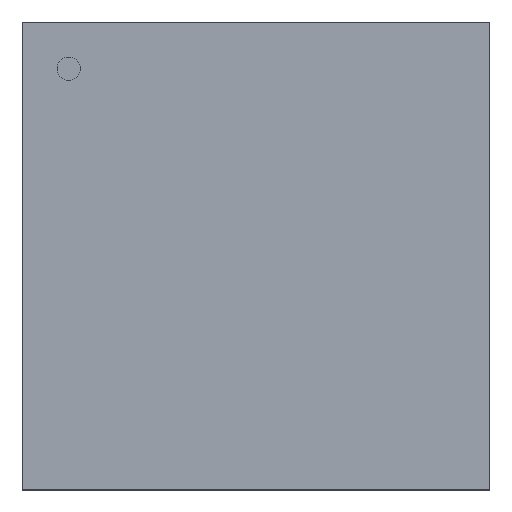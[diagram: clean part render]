
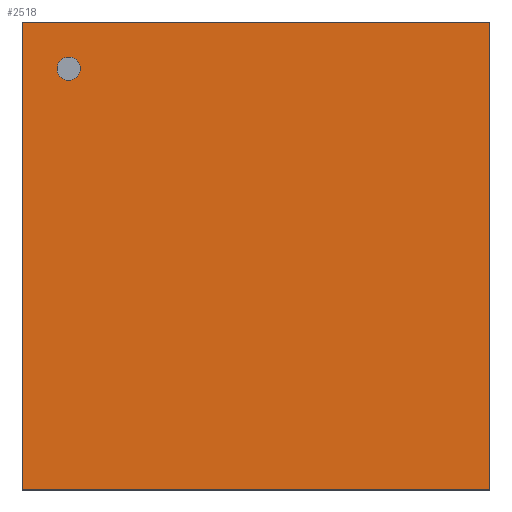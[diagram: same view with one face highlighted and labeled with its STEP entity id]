
A CAD part, top view. The second image highlights one B-rep face of the part: STEP entity #2518.
In plain terms, the highlighted planar face has unit normal (0, 0, 1).
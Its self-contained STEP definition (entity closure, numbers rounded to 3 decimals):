
#2294=CARTESIAN_POINT('',(6.502,-6.502,1.397));
#2293=VERTEX_POINT('',#2294);
#2304=CARTESIAN_POINT('',(-6.502,-6.502,1.397));
#2303=VERTEX_POINT('',#2304);
#2302=EDGE_CURVE('',#2303,#2293,#2307,.T.);
#2307=LINE('',#2304,#2309);
#2309=VECTOR('',#2310,13.005);
#2310=DIRECTION('',(1.0,0.0,0.0));
#2343=CARTESIAN_POINT('',(6.502,6.502,1.397));
#2342=VERTEX_POINT('',#2343);
#2351=EDGE_CURVE('',#2293,#2342,#2356,.T.);
#2356=LINE('',#2294,#2358);
#2358=VECTOR('',#2359,13.005);
#2359=DIRECTION('',(0.0,1.0,0.0));
#2392=CARTESIAN_POINT('',(-6.502,6.502,1.397));
#2391=VERTEX_POINT('',#2392);
#2400=EDGE_CURVE('',#2342,#2391,#2405,.T.);
#2405=LINE('',#2343,#2407);
#2407=VECTOR('',#2408,13.005);
#2408=DIRECTION('',(-1.0,0.0,0.0));
#2449=EDGE_CURVE('',#2391,#2303,#2454,.T.);
#2454=LINE('',#2392,#2456);
#2456=VECTOR('',#2457,13.005);
#2457=DIRECTION('',(0.0,-1.0,0.0));
#2518=ADVANCED_FACE('',(#2524),#2519,.T.);
#2519=PLANE('',#2520);
#2520=AXIS2_PLACEMENT_3D('',#2521,#2522,#2523);
#2521=CARTESIAN_POINT('',(-6.502,-6.502,1.397));
#2522=DIRECTION('',(0.0,0.0,1.0));
#2523=DIRECTION('',(0.,1.,0.));
#2524=FACE_OUTER_BOUND('',#2525,.T.);
#2525=EDGE_LOOP('',(#2526,#2536,#2546,#2556));
#2526=ORIENTED_EDGE('',*,*,#2302,.T.);
#2536=ORIENTED_EDGE('',*,*,#2351,.T.);
#2546=ORIENTED_EDGE('',*,*,#2400,.T.);
#2556=ORIENTED_EDGE('',*,*,#2449,.T.);
